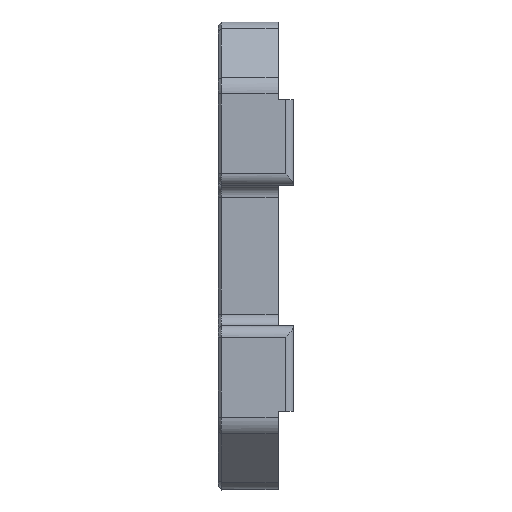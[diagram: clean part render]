
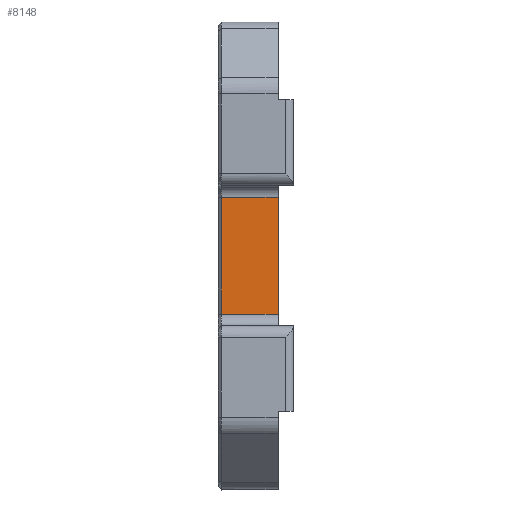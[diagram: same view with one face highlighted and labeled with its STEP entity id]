
A CAD part, top view. The second image highlights one B-rep face of the part: STEP entity #8148.
In plain terms, the highlighted planar face has unit normal (0, 0, 1).
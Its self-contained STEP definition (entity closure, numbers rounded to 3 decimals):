
#1344 = PLANE('',#1345);
#1345 = AXIS2_PLACEMENT_3D('',#1346,#1347,#1348);
#1346 = CARTESIAN_POINT('',(-22.005,7.5,
    -20.445));
#1347 = DIRECTION('',(0.707,0.,-0.707));
#1348 = DIRECTION('',(0.,1.,0.));
#3664 = VERTEX_POINT('',#3665);
#3665 = CARTESIAN_POINT('',(-21.81,7.5,
    -20.25));
#3701 = CYLINDRICAL_SURFACE('',#3702,1.5);
#3702 = AXIS2_PLACEMENT_3D('',#3703,#3704,#3705);
#3703 = CARTESIAN_POINT('',(-22.2,7.5,
    -18.75));
#3704 = DIRECTION('',(-1.,0.,0.));
#3705 = DIRECTION('',(0.,1.,0.));
#3785 = VERTEX_POINT('',#3786);
#3786 = CARTESIAN_POINT('',(-21.81,-7.5,
    -20.25));
#3807 = EDGE_CURVE('',#3664,#3785,#3808,.T.);
#3808 = SURFACE_CURVE('',#3809,(#3813,#3820),.PCURVE_S1.);
#3809 = LINE('',#3810,#3811);
#3810 = CARTESIAN_POINT('',(-21.81,7.5,
    -20.25));
#3811 = VECTOR('',#3812,1.);
#3812 = DIRECTION('',(0.,-1.,0.));
#3813 = PCURVE('',#1344,#3814);
#3814 = DEFINITIONAL_REPRESENTATION('',(#3815),#3819);
#3815 = LINE('',#3816,#3817);
#3816 = CARTESIAN_POINT('',(0.,0.276));
#3817 = VECTOR('',#3818,1.);
#3818 = DIRECTION('',(-1.,0.));
#3819 = ( GEOMETRIC_REPRESENTATION_CONTEXT(2) 
PARAMETRIC_REPRESENTATION_CONTEXT() REPRESENTATION_CONTEXT('2D SPACE',''
  ) );
#3820 = PCURVE('',#3821,#3826);
#3821 = PLANE('',#3822);
#3822 = AXIS2_PLACEMENT_3D('',#3823,#3824,#3825);
#3823 = CARTESIAN_POINT('',(-22.2,7.5,
    -20.25));
#3824 = DIRECTION('',(0.,0.,-1.));
#3825 = DIRECTION('',(0.,-1.,0.));
#3826 = DEFINITIONAL_REPRESENTATION('',(#3827),#3831);
#3827 = LINE('',#3828,#3829);
#3828 = CARTESIAN_POINT('',(0.,-0.39));
#3829 = VECTOR('',#3830,1.);
#3830 = DIRECTION('',(1.,0.));
#3831 = ( GEOMETRIC_REPRESENTATION_CONTEXT(2) 
PARAMETRIC_REPRESENTATION_CONTEXT() REPRESENTATION_CONTEXT('2D SPACE',''
  ) );
#3943 = CYLINDRICAL_SURFACE('',#3944,1.5);
#3944 = AXIS2_PLACEMENT_3D('',#3945,#3946,#3947);
#3945 = CARTESIAN_POINT('',(-22.2,-7.5,
    -18.75));
#3946 = DIRECTION('',(-1.,0.,0.));
#3947 = DIRECTION('',(0.,1.,0.));
#5319 = PLANE('',#5320);
#5320 = AXIS2_PLACEMENT_3D('',#5321,#5322,#5323);
#5321 = CARTESIAN_POINT('',(-14.5,0.421,
    -67.126));
#5322 = DIRECTION('',(1.,0.,0.));
#5323 = DIRECTION('',(0.,1.,0.));
#8026 = EDGE_CURVE('',#3664,#8027,#8029,.T.);
#8027 = VERTEX_POINT('',#8028);
#8028 = CARTESIAN_POINT('',(-14.5,7.5,
    -20.25));
#8029 = SURFACE_CURVE('',#8030,(#8034,#8041),.PCURVE_S1.);
#8030 = LINE('',#8031,#8032);
#8031 = CARTESIAN_POINT('',(-22.2,7.5,
    -20.25));
#8032 = VECTOR('',#8033,1.);
#8033 = DIRECTION('',(1.,0.,0.));
#8034 = PCURVE('',#3701,#8035);
#8035 = DEFINITIONAL_REPRESENTATION('',(#8036),#8040);
#8036 = LINE('',#8037,#8038);
#8037 = CARTESIAN_POINT('',(1.571,0.));
#8038 = VECTOR('',#8039,1.);
#8039 = DIRECTION('',(0.,-1.));
#8040 = ( GEOMETRIC_REPRESENTATION_CONTEXT(2) 
PARAMETRIC_REPRESENTATION_CONTEXT() REPRESENTATION_CONTEXT('2D SPACE',''
  ) );
#8041 = PCURVE('',#3821,#8042);
#8042 = DEFINITIONAL_REPRESENTATION('',(#8043),#8047);
#8043 = LINE('',#8044,#8045);
#8044 = CARTESIAN_POINT('',(0.,0.));
#8045 = VECTOR('',#8046,1.);
#8046 = DIRECTION('',(0.,-1.));
#8047 = ( GEOMETRIC_REPRESENTATION_CONTEXT(2) 
PARAMETRIC_REPRESENTATION_CONTEXT() REPRESENTATION_CONTEXT('2D SPACE',''
  ) );
#8148 = ADVANCED_FACE('',(#8149),#3821,.F.);
#8149 = FACE_BOUND('',#8150,.F.);
#8150 = EDGE_LOOP('',(#8151,#8174,#8175,#8176));
#8151 = ORIENTED_EDGE('',*,*,#8152,.F.);
#8152 = EDGE_CURVE('',#3785,#8153,#8155,.T.);
#8153 = VERTEX_POINT('',#8154);
#8154 = CARTESIAN_POINT('',(-14.5,-7.5,
    -20.25));
#8155 = SURFACE_CURVE('',#8156,(#8160,#8167),.PCURVE_S1.);
#8156 = LINE('',#8157,#8158);
#8157 = CARTESIAN_POINT('',(-22.2,-7.5,
    -20.25));
#8158 = VECTOR('',#8159,1.);
#8159 = DIRECTION('',(1.,0.,0.));
#8160 = PCURVE('',#3821,#8161);
#8161 = DEFINITIONAL_REPRESENTATION('',(#8162),#8166);
#8162 = LINE('',#8163,#8164);
#8163 = CARTESIAN_POINT('',(15.,0.));
#8164 = VECTOR('',#8165,1.);
#8165 = DIRECTION('',(0.,-1.));
#8166 = ( GEOMETRIC_REPRESENTATION_CONTEXT(2) 
PARAMETRIC_REPRESENTATION_CONTEXT() REPRESENTATION_CONTEXT('2D SPACE',''
  ) );
#8167 = PCURVE('',#3943,#8168);
#8168 = DEFINITIONAL_REPRESENTATION('',(#8169),#8173);
#8169 = LINE('',#8170,#8171);
#8170 = CARTESIAN_POINT('',(1.571,0.));
#8171 = VECTOR('',#8172,1.);
#8172 = DIRECTION('',(0.,-1.));
#8173 = ( GEOMETRIC_REPRESENTATION_CONTEXT(2) 
PARAMETRIC_REPRESENTATION_CONTEXT() REPRESENTATION_CONTEXT('2D SPACE',''
  ) );
#8174 = ORIENTED_EDGE('',*,*,#3807,.F.);
#8175 = ORIENTED_EDGE('',*,*,#8026,.T.);
#8176 = ORIENTED_EDGE('',*,*,#8177,.F.);
#8177 = EDGE_CURVE('',#8153,#8027,#8178,.T.);
#8178 = SURFACE_CURVE('',#8179,(#8183,#8190),.PCURVE_S1.);
#8179 = LINE('',#8180,#8181);
#8180 = CARTESIAN_POINT('',(-14.5,3.96,
    -20.25));
#8181 = VECTOR('',#8182,1.);
#8182 = DIRECTION('',(0.,1.,0.));
#8183 = PCURVE('',#3821,#8184);
#8184 = DEFINITIONAL_REPRESENTATION('',(#8185),#8189);
#8185 = LINE('',#8186,#8187);
#8186 = CARTESIAN_POINT('',(3.54,-7.7));
#8187 = VECTOR('',#8188,1.);
#8188 = DIRECTION('',(-1.,0.));
#8189 = ( GEOMETRIC_REPRESENTATION_CONTEXT(2) 
PARAMETRIC_REPRESENTATION_CONTEXT() REPRESENTATION_CONTEXT('2D SPACE',''
  ) );
#8190 = PCURVE('',#5319,#8191);
#8191 = DEFINITIONAL_REPRESENTATION('',(#8192),#8196);
#8192 = LINE('',#8193,#8194);
#8193 = CARTESIAN_POINT('',(3.54,46.876));
#8194 = VECTOR('',#8195,1.);
#8195 = DIRECTION('',(1.,0.));
#8196 = ( GEOMETRIC_REPRESENTATION_CONTEXT(2) 
PARAMETRIC_REPRESENTATION_CONTEXT() REPRESENTATION_CONTEXT('2D SPACE',''
  ) );
